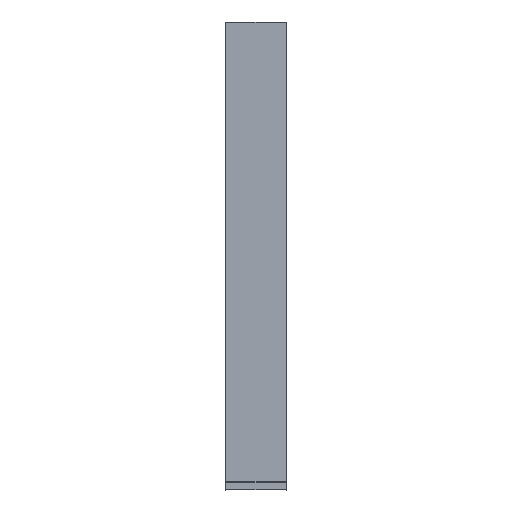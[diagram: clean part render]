
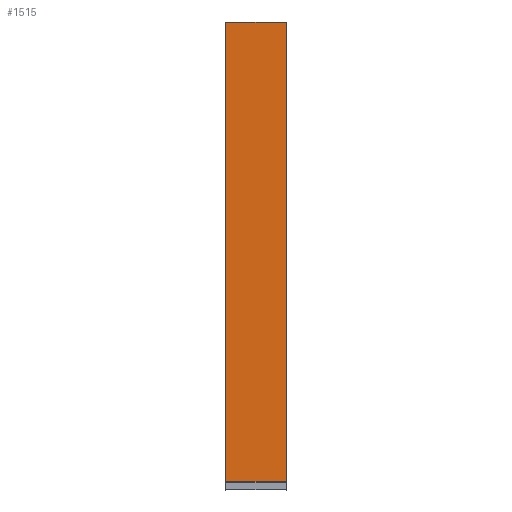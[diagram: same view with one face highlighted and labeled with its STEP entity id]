
A CAD part, front view. The second image highlights one B-rep face of the part: STEP entity #1515.
In plain terms, the highlighted planar face has unit normal (0, -1, 0).
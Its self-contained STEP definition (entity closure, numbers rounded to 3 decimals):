
#15 = CARTESIAN_POINT ( 'NONE',  ( -198.15, -0.85, -1470.3 ) ) ;
#27 = CARTESIAN_POINT ( 'NONE',  ( -198.716, -0.85, -1469.883 ) ) ;
#44 = DIRECTION ( 'NONE',  ( 0., 0., -1. ) ) ;
#62 = PLANE ( 'NONE',  #2241 ) ;
#64 = ORIENTED_EDGE ( 'NONE', *, *, #1319, .T. ) ;
#68 = VERTEX_POINT ( 'NONE', #1257 ) ;
#130 = DIRECTION ( 'NONE',  ( 0., 0., -1. ) ) ;
#158 = CARTESIAN_POINT ( 'NONE',  ( 198.15, -0.85, -1470.3 ) ) ;
#194 = B_SPLINE_CURVE_WITH_KNOTS ( 'NONE', 3,
 ( #1650, #1900, #27, #510, #1164, #2580 ),
 .UNSPECIFIED., .F., .F.,
 ( 4, 2, 4 ),
 ( 0., 0.001, 0.002 ),
 .UNSPECIFIED. ) ;
#291 = FACE_OUTER_BOUND ( 'NONE', #2145, .T. ) ;
#374 = LINE ( 'NONE', #1796, #1355 ) ;
#382 = ORIENTED_EDGE ( 'NONE', *, *, #2885, .T. ) ;
#400 = CARTESIAN_POINT ( 'NONE',  ( -200., -0.85, 1525.2 ) ) ;
#510 = CARTESIAN_POINT ( 'NONE',  ( -199.323, -0.85, -1469.532 ) ) ;
#534 = ORIENTED_EDGE ( 'NONE', *, *, #880, .T. ) ;
#546 = CARTESIAN_POINT ( 'NONE',  ( -200., -0.85, -1469.328 ) ) ;
#553 = ORIENTED_EDGE ( 'NONE', *, *, #2449, .F. ) ;
#594 = CARTESIAN_POINT ( 'NONE',  ( 200., -0.85, -1469.328 ) ) ;
#619 = CARTESIAN_POINT ( 'NONE',  ( -199.15, -0.85, 1525.2 ) ) ;
#629 = ORIENTED_EDGE ( 'NONE', *, *, #2685, .F. ) ;
#647 = DIRECTION ( 'NONE',  ( 1., 0., 0. ) ) ;
#693 = VERTEX_POINT ( 'NONE', #1856 ) ;
#735 = VECTOR ( 'NONE', #1430, 1000. ) ;
#801 = EDGE_CURVE ( 'NONE', #1452, #68, #374, .T. ) ;
#880 = EDGE_CURVE ( 'NONE', #68, #1044, #1146, .T. ) ;
#899 = CARTESIAN_POINT ( 'NONE',  ( 198.15, -0.85, 1525.2 ) ) ;
#920 = CARTESIAN_POINT ( 'NONE',  ( 200., -0.85, 1525.2 ) ) ;
#974 = CARTESIAN_POINT ( 'NONE',  ( 199.323, -0.85, -1469.532 ) ) ;
#1044 = VERTEX_POINT ( 'NONE', #2541 ) ;
#1059 = EDGE_CURVE ( 'NONE', #693, #2450, #1392, .T. ) ;
#1087 = ORIENTED_EDGE ( 'NONE', *, *, #801, .T. ) ;
#1146 = B_SPLINE_CURVE_WITH_KNOTS ( 'NONE', 3,
 ( #158, #1792, #2844, #974, #1644, #594 ),
 .UNSPECIFIED., .F., .F.,
 ( 4, 2, 4 ),
 ( 0., 0.001, 0.002 ),
 .UNSPECIFIED. ) ;
#1154 = CARTESIAN_POINT ( 'NONE',  ( 200., -0.85, 1525.2 ) ) ;
#1164 = CARTESIAN_POINT ( 'NONE',  ( -199.653, -0.85, -1469.387 ) ) ;
#1183 = VERTEX_POINT ( 'NONE', #546 ) ;
#1257 = CARTESIAN_POINT ( 'NONE',  ( 198.15, -0.85, -1470.3 ) ) ;
#1318 = VECTOR ( 'NONE', #130, 1000. ) ;
#1319 = EDGE_CURVE ( 'NONE', #2162, #693, #1803, .T. ) ;
#1355 = VECTOR ( 'NONE', #647, 1000. ) ;
#1379 = EDGE_CURVE ( 'NONE', #1452, #1183, #194, .T. ) ;
#1380 = CARTESIAN_POINT ( 'NONE',  ( -198.15, -0.85, 1525.2 ) ) ;
#1392 = LINE ( 'NONE', #1380, #735 ) ;
#1430 = DIRECTION ( 'NONE',  ( -1., 0., 0. ) ) ;
#1452 = VERTEX_POINT ( 'NONE', #15 ) ;
#1465 = VECTOR ( 'NONE', #2294, 1000. ) ;
#1483 = CARTESIAN_POINT ( 'NONE',  ( -199.15, -0.85, 1525.2 ) ) ;
#1515 = ADVANCED_FACE ( 'NONE', ( #291 ), #62, .T. ) ;
#1644 = CARTESIAN_POINT ( 'NONE',  ( 199.653, -0.85, -1469.387 ) ) ;
#1650 = CARTESIAN_POINT ( 'NONE',  ( -198.15, -0.85, -1470.3 ) ) ;
#1708 = VECTOR ( 'NONE', #2519, 1000. ) ;
#1792 = CARTESIAN_POINT ( 'NONE',  ( 198.432, -0.85, -1470.092 ) ) ;
#1796 = CARTESIAN_POINT ( 'NONE',  ( -200., -0.85, -1470.3 ) ) ;
#1803 = LINE ( 'NONE', #2050, #1708 ) ;
#1820 = CARTESIAN_POINT ( 'NONE',  ( -200., -0.85, 1525.2 ) ) ;
#1844 = ORIENTED_EDGE ( 'NONE', *, *, #1379, .F. ) ;
#1856 = CARTESIAN_POINT ( 'NONE',  ( -198.15, -0.85, 1525.2 ) ) ;
#1900 = CARTESIAN_POINT ( 'NONE',  ( -198.432, -0.85, -1470.092 ) ) ;
#1901 = DIRECTION ( 'NONE',  ( 0., 0., -1. ) ) ;
#2050 = CARTESIAN_POINT ( 'NONE',  ( -199.15, -0.85, 1525.2 ) ) ;
#2145 = EDGE_LOOP ( 'NONE', ( #1087, #534, #629, #553, #64, #2892, #382, #1844 ) ) ;
#2162 = VERTEX_POINT ( 'NONE', #899 ) ;
#2175 = VERTEX_POINT ( 'NONE', #1154 ) ;
#2241 = AXIS2_PLACEMENT_3D ( 'NONE', #1483, #2895, #44 ) ;
#2273 = LINE ( 'NONE', #619, #1465 ) ;
#2294 = DIRECTION ( 'NONE',  ( 1., 0., 0. ) ) ;
#2449 = EDGE_CURVE ( 'NONE', #2162, #2175, #2273, .T. ) ;
#2450 = VERTEX_POINT ( 'NONE', #400 ) ;
#2471 = LINE ( 'NONE', #1820, #1318 ) ;
#2519 = DIRECTION ( 'NONE',  ( -1., 0., 0. ) ) ;
#2541 = CARTESIAN_POINT ( 'NONE',  ( 200., -0.85, -1469.328 ) ) ;
#2580 = CARTESIAN_POINT ( 'NONE',  ( -200., -0.85, -1469.328 ) ) ;
#2685 = EDGE_CURVE ( 'NONE', #2175, #1044, #2998, .T. ) ;
#2730 = VECTOR ( 'NONE', #1901, 1000. ) ;
#2844 = CARTESIAN_POINT ( 'NONE',  ( 198.716, -0.85, -1469.883 ) ) ;
#2885 = EDGE_CURVE ( 'NONE', #2450, #1183, #2471, .T. ) ;
#2892 = ORIENTED_EDGE ( 'NONE', *, *, #1059, .T. ) ;
#2895 = DIRECTION ( 'NONE',  ( 0., -1., 0. ) ) ;
#2998 = LINE ( 'NONE', #920, #2730 ) ;
